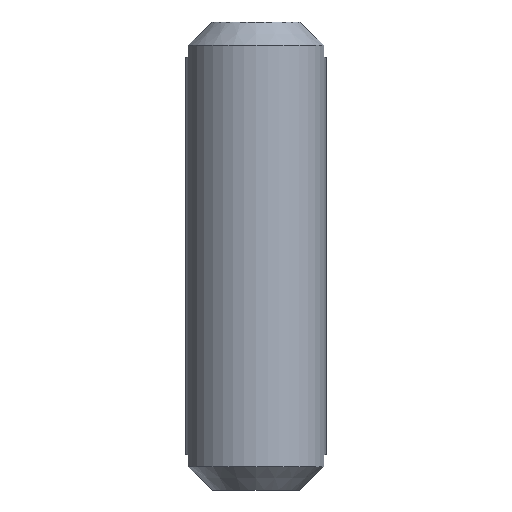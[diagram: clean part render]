
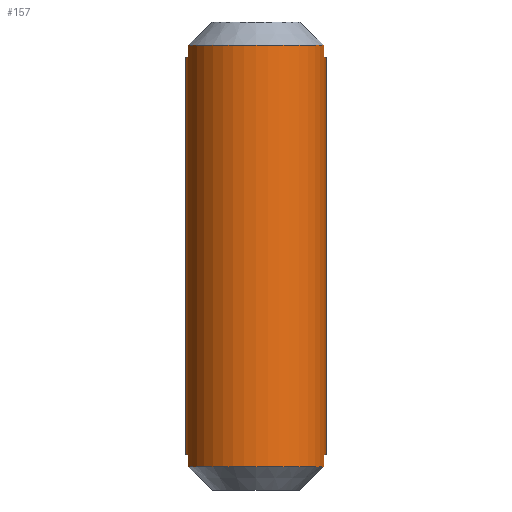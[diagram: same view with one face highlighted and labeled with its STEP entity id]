
A CAD part, front view. The second image highlights one B-rep face of the part: STEP entity #157.
In plain terms, the highlighted cylindrical face has radius 3 mm (diameter 6 mm), a partial arc.
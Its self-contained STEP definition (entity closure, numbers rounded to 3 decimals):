
#11 = CARTESIAN_POINT ( 'NONE',  ( -2.905, -0.75, -18.5 ) ) ;
#14 = CARTESIAN_POINT ( 'NONE',  ( -2.905, -0.75, 0. ) ) ;
#25 = EDGE_CURVE ( 'NONE', #242, #183, #625, .T. ) ;
#46 = CIRCLE ( 'NONE', #232, 3. ) ;
#60 = AXIS2_PLACEMENT_3D ( 'NONE', #841, #415, #358 ) ;
#66 = DIRECTION ( 'NONE',  ( 1., 0., 0. ) ) ;
#80 = VERTEX_POINT ( 'NONE', #914 ) ;
#87 = EDGE_CURVE ( 'NONE', #638, #498, #230, .T. ) ;
#116 = ORIENTED_EDGE ( 'NONE', *, *, #654, .T. ) ;
#127 = CARTESIAN_POINT ( 'NONE',  ( 0., 0., -1.5 ) ) ;
#134 = VECTOR ( 'NONE', #595, 1000. ) ;
#138 = VERTEX_POINT ( 'NONE', #832 ) ;
#139 = CARTESIAN_POINT ( 'NONE',  ( 2.905, -0.75, 0. ) ) ;
#144 = ORIENTED_EDGE ( 'NONE', *, *, #245, .T. ) ;
#151 = ORIENTED_EDGE ( 'NONE', *, *, #821, .T. ) ;
#157 = ADVANCED_FACE ( 'NONE', ( #483 ), #388, .T. ) ;
#161 = ORIENTED_EDGE ( 'NONE', *, *, #588, .T. ) ;
#164 = AXIS2_PLACEMENT_3D ( 'NONE', #476, #346, #551 ) ;
#169 = ORIENTED_EDGE ( 'NONE', *, *, #87, .T. ) ;
#175 = CIRCLE ( 'NONE', #457, 3. ) ;
#183 = VERTEX_POINT ( 'NONE', #11 ) ;
#186 = CARTESIAN_POINT ( 'NONE',  ( 2.905, -0.75, -1.5 ) ) ;
#191 = DIRECTION ( 'NONE',  ( 1., 0., 0. ) ) ;
#193 = CARTESIAN_POINT ( 'NONE',  ( -2.905, -0.75, -1.5 ) ) ;
#195 = CARTESIAN_POINT ( 'NONE',  ( 2.905, -0.75, 0. ) ) ;
#199 = DIRECTION ( 'NONE',  ( 0., 0., -1. ) ) ;
#219 = CARTESIAN_POINT ( 'NONE',  ( -3., 0., -18.5 ) ) ;
#223 = VERTEX_POINT ( 'NONE', #294 ) ;
#230 = LINE ( 'NONE', #139, #725 ) ;
#231 = DIRECTION ( 'NONE',  ( 0., 0., 1. ) ) ;
#232 = AXIS2_PLACEMENT_3D ( 'NONE', #127, #199, #401 ) ;
#242 = VERTEX_POINT ( 'NONE', #219 ) ;
#243 = EDGE_CURVE ( 'NONE', #242, #481, #265, .T. ) ;
#245 = EDGE_CURVE ( 'NONE', #585, #481, #811, .T. ) ;
#247 = DIRECTION ( 'NONE',  ( 0., 0., -1. ) ) ;
#250 = CARTESIAN_POINT ( 'NONE',  ( 3., 0., -1.5 ) ) ;
#265 = LINE ( 'NONE', #627, #361 ) ;
#271 = DIRECTION ( 'NONE',  ( 0., 0., 1. ) ) ;
#272 = CARTESIAN_POINT ( 'NONE',  ( -3., 0., -1.5 ) ) ;
#281 = EDGE_CURVE ( 'NONE', #223, #585, #658, .T. ) ;
#286 = CARTESIAN_POINT ( 'NONE',  ( 2.905, -0.75, -18.5 ) ) ;
#292 = VERTEX_POINT ( 'NONE', #250 ) ;
#294 = CARTESIAN_POINT ( 'NONE',  ( -2.905, -0.75, -1. ) ) ;
#296 = CIRCLE ( 'NONE', #164, 3. ) ;
#304 = ORIENTED_EDGE ( 'NONE', *, *, #281, .T. ) ;
#318 = DIRECTION ( 'NONE',  ( -1., 0., 0. ) ) ;
#333 = LINE ( 'NONE', #890, #702 ) ;
#341 = LINE ( 'NONE', #195, #492 ) ;
#346 = DIRECTION ( 'NONE',  ( 0., 0., 1. ) ) ;
#358 = DIRECTION ( 'NONE',  ( 1., 0., 0. ) ) ;
#361 = VECTOR ( 'NONE', #231, 1000. ) ;
#381 = EDGE_LOOP ( 'NONE', ( #400, #537, #161, #434, #414, #151, #116, #488, #169, #559, #304, #144 ) ) ;
#386 = DIRECTION ( 'NONE',  ( 0., 0., 1. ) ) ;
#388 = CYLINDRICAL_SURFACE ( 'NONE', #60, 3. ) ;
#398 = DIRECTION ( 'NONE',  ( 0., 0., 1. ) ) ;
#400 = ORIENTED_EDGE ( 'NONE', *, *, #243, .F. ) ;
#401 = DIRECTION ( 'NONE',  ( -1., 0., 0. ) ) ;
#402 = VERTEX_POINT ( 'NONE', #731 ) ;
#414 = ORIENTED_EDGE ( 'NONE', *, *, #499, .T. ) ;
#415 = DIRECTION ( 'NONE',  ( 0., 0., 1. ) ) ;
#432 = EDGE_CURVE ( 'NONE', #402, #80, #175, .T. ) ;
#434 = ORIENTED_EDGE ( 'NONE', *, *, #432, .T. ) ;
#439 = AXIS2_PLACEMENT_3D ( 'NONE', #577, #247, #318 ) ;
#455 = AXIS2_PLACEMENT_3D ( 'NONE', #814, #885, #191 ) ;
#457 = AXIS2_PLACEMENT_3D ( 'NONE', #460, #386, #735 ) ;
#460 = CARTESIAN_POINT ( 'NONE',  ( 0., 0., -19. ) ) ;
#476 = CARTESIAN_POINT ( 'NONE',  ( 0., 0., -1. ) ) ;
#479 = DIRECTION ( 'NONE',  ( 0., 0., 1. ) ) ;
#481 = VERTEX_POINT ( 'NONE', #272 ) ;
#483 = FACE_OUTER_BOUND ( 'NONE', #381, .T. ) ;
#488 = ORIENTED_EDGE ( 'NONE', *, *, #750, .T. ) ;
#492 = VECTOR ( 'NONE', #398, 1000. ) ;
#498 = VERTEX_POINT ( 'NONE', #740 ) ;
#499 = EDGE_CURVE ( 'NONE', #80, #688, #341, .T. ) ;
#504 = DIRECTION ( 'NONE',  ( 0., 0., -1. ) ) ;
#525 = AXIS2_PLACEMENT_3D ( 'NONE', #554, #765, #66 ) ;
#537 = ORIENTED_EDGE ( 'NONE', *, *, #25, .T. ) ;
#551 = DIRECTION ( 'NONE',  ( 1., 0., 0. ) ) ;
#554 = CARTESIAN_POINT ( 'NONE',  ( 0., 0., -18.5 ) ) ;
#559 = ORIENTED_EDGE ( 'NONE', *, *, #689, .F. ) ;
#571 = CIRCLE ( 'NONE', #525, 3. ) ;
#577 = CARTESIAN_POINT ( 'NONE',  ( 0., 0., -1.5 ) ) ;
#585 = VERTEX_POINT ( 'NONE', #193 ) ;
#588 = EDGE_CURVE ( 'NONE', #183, #402, #879, .T. ) ;
#595 = DIRECTION ( 'NONE',  ( 0., 0., -1. ) ) ;
#625 = CIRCLE ( 'NONE', #455, 3. ) ;
#627 = CARTESIAN_POINT ( 'NONE',  ( -3., 0., 0. ) ) ;
#638 = VERTEX_POINT ( 'NONE', #186 ) ;
#654 = EDGE_CURVE ( 'NONE', #138, #292, #333, .T. ) ;
#658 = LINE ( 'NONE', #14, #776 ) ;
#688 = VERTEX_POINT ( 'NONE', #286 ) ;
#689 = EDGE_CURVE ( 'NONE', #223, #498, #296, .T. ) ;
#702 = VECTOR ( 'NONE', #271, 1000. ) ;
#725 = VECTOR ( 'NONE', #479, 1000. ) ;
#731 = CARTESIAN_POINT ( 'NONE',  ( -2.905, -0.75, -19. ) ) ;
#735 = DIRECTION ( 'NONE',  ( 1., 0., 0. ) ) ;
#738 = CARTESIAN_POINT ( 'NONE',  ( -2.905, -0.75, 0. ) ) ;
#740 = CARTESIAN_POINT ( 'NONE',  ( 2.905, -0.75, -1. ) ) ;
#750 = EDGE_CURVE ( 'NONE', #292, #638, #46, .T. ) ;
#765 = DIRECTION ( 'NONE',  ( 0., 0., 1. ) ) ;
#776 = VECTOR ( 'NONE', #504, 1000. ) ;
#811 = CIRCLE ( 'NONE', #439, 3. ) ;
#814 = CARTESIAN_POINT ( 'NONE',  ( 0., 0., -18.5 ) ) ;
#821 = EDGE_CURVE ( 'NONE', #688, #138, #571, .T. ) ;
#832 = CARTESIAN_POINT ( 'NONE',  ( 3., 0., -18.5 ) ) ;
#841 = CARTESIAN_POINT ( 'NONE',  ( 0., 0., 0. ) ) ;
#879 = LINE ( 'NONE', #738, #134 ) ;
#885 = DIRECTION ( 'NONE',  ( 0., 0., 1. ) ) ;
#890 = CARTESIAN_POINT ( 'NONE',  ( 3., 0., 0. ) ) ;
#914 = CARTESIAN_POINT ( 'NONE',  ( 2.905, -0.75, -19. ) ) ;
